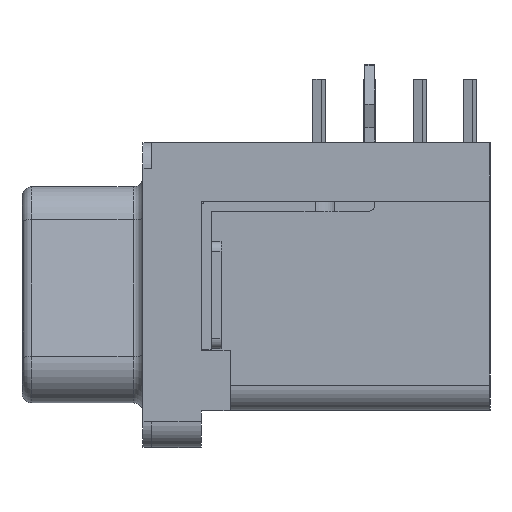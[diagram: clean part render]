
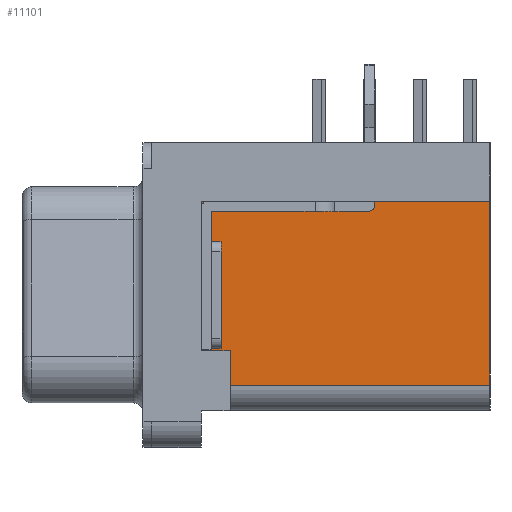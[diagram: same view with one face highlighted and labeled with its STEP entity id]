
A CAD part, left-side view. The second image highlights one B-rep face of the part: STEP entity #11101.
In plain terms, the highlighted planar face has unit normal (-1, 0, 0).
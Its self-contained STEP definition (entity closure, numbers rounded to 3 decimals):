
#11101=ADVANCED_FACE('',(#13629),#12421,.F.);
#12421=PLANE('',#37185);
#13629=FACE_OUTER_BOUND('',#15263,.T.);
#15263=EDGE_LOOP('',(#18623,#18624,#18625,#18626,#18627,#18628));
#18623=ORIENTED_EDGE('',*,*,#26784,.F.);
#18624=ORIENTED_EDGE('',*,*,#27569,.F.);
#18625=ORIENTED_EDGE('',*,*,#27570,.F.);
#18626=ORIENTED_EDGE('',*,*,#27571,.F.);
#18627=ORIENTED_EDGE('',*,*,#27572,.T.);
#18628=ORIENTED_EDGE('',*,*,#27568,.T.);
#24339=VERTEX_POINT('',#47616);
#24340=VERTEX_POINT('',#47618);
#24929=VERTEX_POINT('',#49266);
#24930=VERTEX_POINT('',#49270);
#24931=VERTEX_POINT('',#49272);
#24932=VERTEX_POINT('',#49274);
#26784=EDGE_CURVE('',#24339,#24340,#30394,.T.);
#27568=EDGE_CURVE('',#24929,#24340,#30658,.T.);
#27569=EDGE_CURVE('',#24930,#24339,#30659,.T.);
#27570=EDGE_CURVE('',#24931,#24930,#30660,.T.);
#27571=EDGE_CURVE('',#24932,#24931,#30661,.T.);
#27572=EDGE_CURVE('',#24932,#24929,#30662,.T.);
#30394=LINE('',#47617,#32954);
#30658=LINE('',#49267,#33218);
#30659=LINE('',#49269,#33219);
#30660=LINE('',#49271,#33220);
#30661=LINE('',#49273,#33221);
#30662=LINE('',#49275,#33222);
#32954=VECTOR('',#39494,1.);
#33218=VECTOR('',#41334,1.);
#33219=VECTOR('',#41337,1.);
#33220=VECTOR('',#41338,1.);
#33221=VECTOR('',#41339,1.);
#33222=VECTOR('',#41340,1.);
#37185=AXIS2_PLACEMENT_3D('',#49276,#41341,#41342);
#39494=DIRECTION('',(0.,0.,-1.));
#41334=DIRECTION('',(0.,-1.,0.));
#41337=DIRECTION('',(0.,-1.,0.));
#41338=DIRECTION('',(0.,0.,1.));
#41339=DIRECTION('',(0.,1.,0.));
#41340=DIRECTION('',(0.,0.,-1.));
#41341=DIRECTION('',(1.,0.,0.));
#41342=DIRECTION('',(0.,1.,0.));
#47616=CARTESIAN_POINT('',(-27.45,-8.53,4.735));
#47617=CARTESIAN_POINT('',(-27.45,-8.53,4.735));
#47618=CARTESIAN_POINT('',(-27.45,-8.53,-4.535));
#49266=CARTESIAN_POINT('',(-27.45,4.57,-4.535));
#49267=CARTESIAN_POINT('',(-27.45,4.57,-4.535));
#49269=CARTESIAN_POINT('',(-27.45,6.03,4.735));
#49270=CARTESIAN_POINT('',(-27.45,6.03,4.735));
#49271=CARTESIAN_POINT('',(-27.45,6.03,-2.815));
#49272=CARTESIAN_POINT('',(-27.45,6.03,-2.815));
#49273=CARTESIAN_POINT('',(-27.45,4.57,-2.815));
#49274=CARTESIAN_POINT('',(-27.45,4.57,-2.815));
#49275=CARTESIAN_POINT('',(-27.45,4.57,-2.815));
#49276=CARTESIAN_POINT('',(-27.45,-1.25,0.1));
